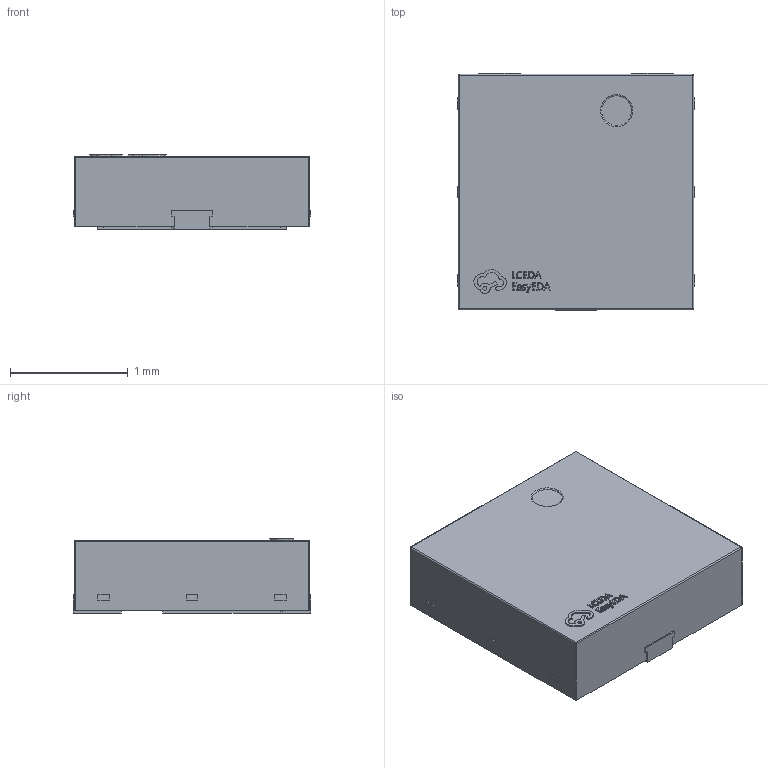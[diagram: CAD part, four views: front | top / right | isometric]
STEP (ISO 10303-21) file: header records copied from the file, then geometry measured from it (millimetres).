
FILE_DESCRIPTION (( 'STEP AP214' ), '1' );
FILE_NAME ('DFN2020D-3_L2.0-W2.0-H0.7-P1.30-BR.step', '2022-06-30T13:41:29', ( '' ), ( '' ), 'SwSTEP 2.0', 'SolidWorks 2020', '' );
FILE_SCHEMA (( 'AUTOMOTIVE_DESIGN' ));
Length unit declared in the file: millimetre
Products named in the file (1): DFN2020D-3_L2.0-W2.0-H0.7-P1.30-BR
Bounding box: 2.02 x 2.02 x 0.63 mm (x, y, z)
Volume: 2.4 mm3; surface area: 13 mm2
Topology: 1 solids, 1 shells, 370 faces, 997 edges, 658 vertices
Faces by surface type: plane 242, bspline 112, cylinder 10, sphere 4, torus 2
Entity records: 16116 total; most frequent: CARTESIAN_POINT 4126, ORIENTED_EDGE 1986, DIRECTION 1309, EDGE_CURVE 993, LINE 739, VECTOR 739, VERTEX_POINT 658, EDGE_LOOP 403
